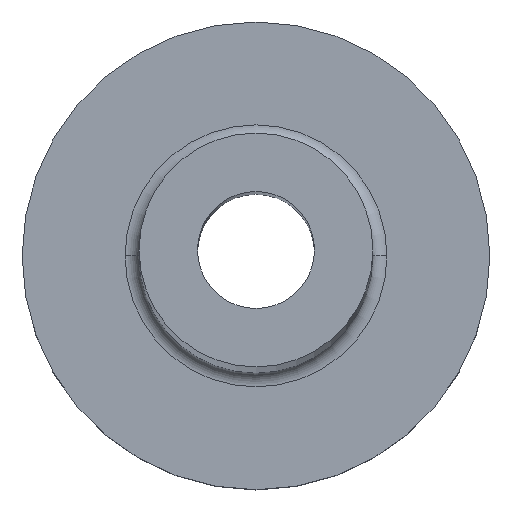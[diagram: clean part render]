
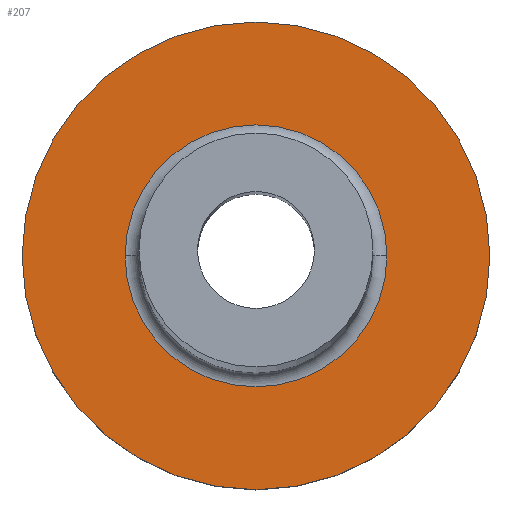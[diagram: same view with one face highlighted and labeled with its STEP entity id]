
A CAD part, top view. The second image highlights one B-rep face of the part: STEP entity #207.
In plain terms, the highlighted planar face has unit normal (0, 0, 1).
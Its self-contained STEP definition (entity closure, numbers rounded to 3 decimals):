
#1 = VERTEX_POINT ( 'NONE', #125 ) ;
#8 = CIRCLE ( 'NONE', #273, 5. ) ;
#10 = AXIS2_PLACEMENT_3D ( 'NONE', #264, #267, #231 ) ;
#11 = VERTEX_POINT ( 'NONE', #99 ) ;
#14 = FACE_OUTER_BOUND ( 'NONE', #146, .T. ) ;
#20 = DIRECTION ( 'NONE',  ( 0., 0., -1. ) ) ;
#33 = EDGE_CURVE ( 'NONE', #303, #45, #8, .T. ) ;
#45 = VERTEX_POINT ( 'NONE', #204 ) ;
#73 = DIRECTION ( 'NONE',  ( 0., 0., 1. ) ) ;
#82 = ORIENTED_EDGE ( 'NONE', *, *, #33, .T. ) ;
#99 = CARTESIAN_POINT ( 'NONE',  ( -2.8, 0., 3. ) ) ;
#117 = AXIS2_PLACEMENT_3D ( 'NONE', #426, #460, #457 ) ;
#123 = CIRCLE ( 'NONE', #389, 2.8 ) ;
#125 = CARTESIAN_POINT ( 'NONE',  ( 2.8, 0., 3. ) ) ;
#128 = DIRECTION ( 'NONE',  ( 0., 0., 1. ) ) ;
#142 = ORIENTED_EDGE ( 'NONE', *, *, #304, .T. ) ;
#146 = EDGE_LOOP ( 'NONE', ( #300, #82 ) ) ;
#188 = ORIENTED_EDGE ( 'NONE', *, *, #356, .T. ) ;
#194 = FACE_BOUND ( 'NONE', #459, .T. ) ;
#195 = DIRECTION ( 'NONE',  ( 1., 0., 0. ) ) ;
#201 = CARTESIAN_POINT ( 'NONE',  ( 5., 0., 3. ) ) ;
#204 = CARTESIAN_POINT ( 'NONE',  ( -5., 0., 3. ) ) ;
#207 = ADVANCED_FACE ( 'NONE', ( #194, #14 ), #313, .T. ) ;
#210 = AXIS2_PLACEMENT_3D ( 'NONE', #382, #73, #391 ) ;
#231 = DIRECTION ( 'NONE',  ( 1., 0., 0. ) ) ;
#264 = CARTESIAN_POINT ( 'NONE',  ( 0., 0., 3. ) ) ;
#267 = DIRECTION ( 'NONE',  ( 0., 0., 1. ) ) ;
#273 = AXIS2_PLACEMENT_3D ( 'NONE', #312, #128, #195 ) ;
#290 = CIRCLE ( 'NONE', #117, 2.8 ) ;
#300 = ORIENTED_EDGE ( 'NONE', *, *, #366, .T. ) ;
#303 = VERTEX_POINT ( 'NONE', #201 ) ;
#304 = EDGE_CURVE ( 'NONE', #11, #1, #123, .T. ) ;
#312 = CARTESIAN_POINT ( 'NONE',  ( 0., 0., 3. ) ) ;
#313 = PLANE ( 'NONE',  #10 ) ;
#356 = EDGE_CURVE ( 'NONE', #1, #11, #290, .T. ) ;
#366 = EDGE_CURVE ( 'NONE', #45, #303, #409, .T. ) ;
#382 = CARTESIAN_POINT ( 'NONE',  ( 0., 0., 3. ) ) ;
#389 = AXIS2_PLACEMENT_3D ( 'NONE', #442, #20, #414 ) ;
#391 = DIRECTION ( 'NONE',  ( 1., 0., 0. ) ) ;
#409 = CIRCLE ( 'NONE', #210, 5. ) ;
#414 = DIRECTION ( 'NONE',  ( 1., 0., 0. ) ) ;
#426 = CARTESIAN_POINT ( 'NONE',  ( 0., 0., 3. ) ) ;
#442 = CARTESIAN_POINT ( 'NONE',  ( 0., 0., 3. ) ) ;
#457 = DIRECTION ( 'NONE',  ( 1., 0., 0. ) ) ;
#459 = EDGE_LOOP ( 'NONE', ( #188, #142 ) ) ;
#460 = DIRECTION ( 'NONE',  ( 0., 0., -1. ) ) ;
